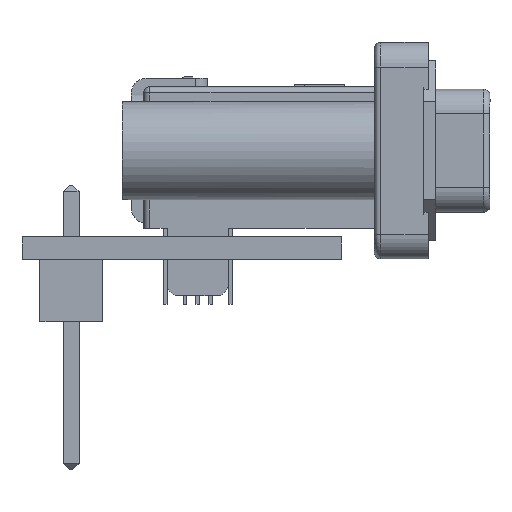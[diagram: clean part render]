
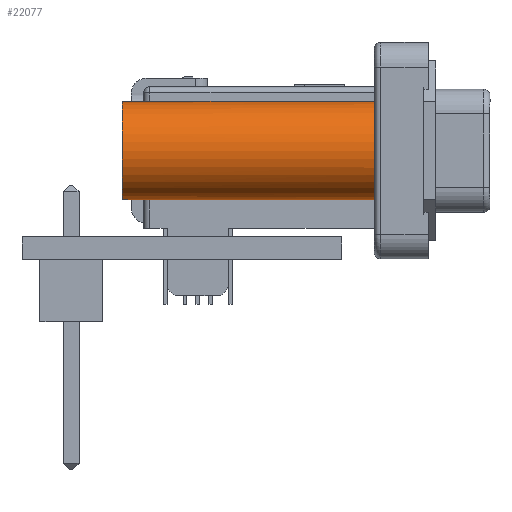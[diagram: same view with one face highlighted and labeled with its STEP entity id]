
A CAD part, front view. The second image highlights one B-rep face of the part: STEP entity #22077.
In plain terms, the highlighted cylindrical face has radius 2 mm (diameter 4 mm), a partial arc.
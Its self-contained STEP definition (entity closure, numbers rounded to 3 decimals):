
#15647 = VERTEX_POINT('',#15648);
#15648 = CARTESIAN_POINT('',(-9.,-1.984,-11.375));
#15655 = VERTEX_POINT('',#15656);
#15656 = CARTESIAN_POINT('',(-9.,1.984,-11.375));
#16810 = VERTEX_POINT('',#16811);
#16811 = CARTESIAN_POINT('',(-9.25,-2.,-11.125));
#16817 = EDGE_CURVE('',#15647,#16810,#16818,.T.);
#16818 = B_SPLINE_CURVE_WITH_KNOTS('',3,(#16819,#16820,#16821,#16822,
    #16823,#16824),.UNSPECIFIED.,.F.,.F.,(4,2,4),(0.,
    0.,0.),.UNSPECIFIED.);
#16819 = CARTESIAN_POINT('',(-9.,-1.984,-11.375));
#16820 = CARTESIAN_POINT('',(-9.066,-1.993,-11.375));
#16821 = CARTESIAN_POINT('',(-9.13,-1.997,
    -11.348));
#16822 = CARTESIAN_POINT('',(-9.223,-2.,
    -11.256));
#16823 = CARTESIAN_POINT('',(-9.25,-2.,-11.191));
#16824 = CARTESIAN_POINT('',(-9.25,-2.,-11.125));
#16835 = EDGE_CURVE('',#16836,#16838,#16840,.T.);
#16836 = VERTEX_POINT('',#16837);
#16837 = CARTESIAN_POINT('',(-9.,-1.984,-12.25));
#16838 = VERTEX_POINT('',#16839);
#16839 = CARTESIAN_POINT('',(-9.,1.984,-12.25));
#16840 = CIRCLE('',#16841,2.);
#16841 = AXIS2_PLACEMENT_3D('',#16842,#16843,#16844);
#16842 = CARTESIAN_POINT('',(-9.25,0.,-12.25));
#16843 = DIRECTION('',(0.,0.,-1.));
#16844 = DIRECTION('',(-1.,0.,0.));
#16861 = EDGE_CURVE('',#16836,#15647,#16862,.T.);
#16862 = LINE('',#16863,#16864);
#16863 = CARTESIAN_POINT('',(-9.,-1.984,-12.25));
#16864 = VECTOR('',#16865,1.);
#16865 = DIRECTION('',(0.,0.,1.));
#16868 = EDGE_CURVE('',#16838,#15655,#16869,.T.);
#16869 = LINE('',#16870,#16871);
#16870 = CARTESIAN_POINT('',(-9.,1.984,-12.25));
#16871 = VECTOR('',#16872,1.);
#16872 = DIRECTION('',(0.,0.,1.));
#16882 = EDGE_CURVE('',#16883,#15655,#16885,.T.);
#16883 = VERTEX_POINT('',#16884);
#16884 = CARTESIAN_POINT('',(-9.25,2.,-11.125));
#16885 = B_SPLINE_CURVE_WITH_KNOTS('',3,(#16886,#16887,#16888,#16889,
    #16890,#16891),.UNSPECIFIED.,.F.,.F.,(4,2,4),(0.,
    0.,0.),.UNSPECIFIED.);
#16886 = CARTESIAN_POINT('',(-9.25,2.,-11.125));
#16887 = CARTESIAN_POINT('',(-9.25,2.,-11.191));
#16888 = CARTESIAN_POINT('',(-9.223,2.,
    -11.256));
#16889 = CARTESIAN_POINT('',(-9.13,1.997,
    -11.348));
#16890 = CARTESIAN_POINT('',(-9.066,1.993,-11.375));
#16891 = CARTESIAN_POINT('',(-9.,1.984,-11.375));
#22051 = EDGE_CURVE('',#22052,#16810,#22054,.T.);
#22052 = VERTEX_POINT('',#22053);
#22053 = CARTESIAN_POINT('',(-9.25,-2.,-2.));
#22054 = LINE('',#22055,#22056);
#22055 = CARTESIAN_POINT('',(-9.25,-2.,-31.107));
#22056 = VECTOR('',#22057,1.);
#22057 = DIRECTION('',(0.,0.,-1.));
#22077 = ADVANCED_FACE('',(#22078),#22101,.T.);
#22078 = FACE_BOUND('',#22079,.T.);
#22079 = EDGE_LOOP('',(#22080,#22088,#22089,#22090,#22091,#22092,#22093,
    #22094));
#22080 = ORIENTED_EDGE('',*,*,#22081,.F.);
#22081 = EDGE_CURVE('',#16883,#22082,#22084,.T.);
#22082 = VERTEX_POINT('',#22083);
#22083 = CARTESIAN_POINT('',(-9.25,2.,-2.));
#22084 = LINE('',#22085,#22086);
#22085 = CARTESIAN_POINT('',(-9.25,2.,-31.107));
#22086 = VECTOR('',#22087,1.);
#22087 = DIRECTION('',(0.,0.,1.));
#22088 = ORIENTED_EDGE('',*,*,#16882,.T.);
#22089 = ORIENTED_EDGE('',*,*,#16868,.F.);
#22090 = ORIENTED_EDGE('',*,*,#16835,.F.);
#22091 = ORIENTED_EDGE('',*,*,#16861,.T.);
#22092 = ORIENTED_EDGE('',*,*,#16817,.T.);
#22093 = ORIENTED_EDGE('',*,*,#22051,.F.);
#22094 = ORIENTED_EDGE('',*,*,#22095,.T.);
#22095 = EDGE_CURVE('',#22052,#22082,#22096,.T.);
#22096 = CIRCLE('',#22097,2.);
#22097 = AXIS2_PLACEMENT_3D('',#22098,#22099,#22100);
#22098 = CARTESIAN_POINT('',(-9.25,0.,-2.));
#22099 = DIRECTION('',(0.,0.,-1.));
#22100 = DIRECTION('',(-1.,0.,0.));
#22101 = CYLINDRICAL_SURFACE('',#22102,2.);
#22102 = AXIS2_PLACEMENT_3D('',#22103,#22104,#22105);
#22103 = CARTESIAN_POINT('',(-9.25,0.,-31.107)
  );
#22104 = DIRECTION('',(0.,0.,1.));
#22105 = DIRECTION('',(-1.,0.,0.));
